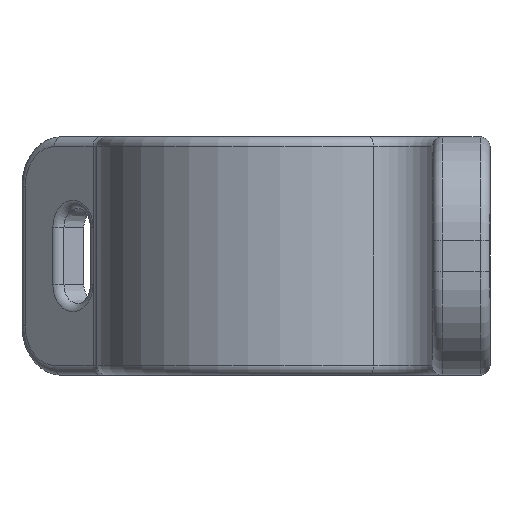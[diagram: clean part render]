
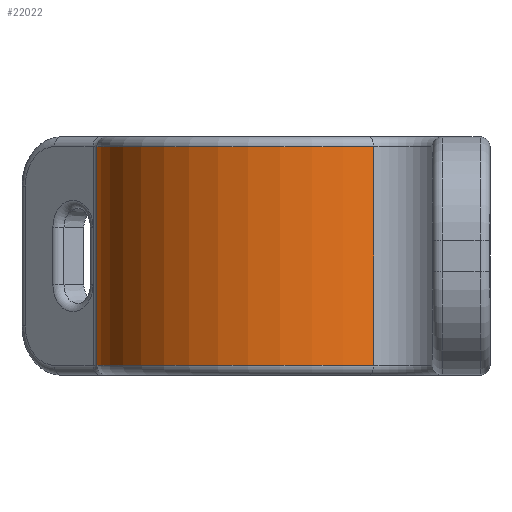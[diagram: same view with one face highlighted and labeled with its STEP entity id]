
A CAD part, left-side view. The second image highlights one B-rep face of the part: STEP entity #22022.
In plain terms, the highlighted cylindrical face has radius 11.95 mm (diameter 23.9 mm), a partial arc.
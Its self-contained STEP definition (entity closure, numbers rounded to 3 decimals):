
#333=CARTESIAN_POINT('',(0.,0.,-6.65));
#334=DIRECTION('',(0.,0.,-1.));
#335=DIRECTION('',(-0.913,-0.407,0.));
#336=AXIS2_PLACEMENT_3D('',#333,#334,#335);
#6204=DIRECTION('',(0.,0.,1.));
#6205=VECTOR('',#6204,13.3);
#6206=CARTESIAN_POINT('',(-10.913,-4.869,-6.65));
#6207=LINE('',#6206,#6205);
#6208=DIRECTION('',(0.,0.,1.));
#6209=VECTOR('',#6208,13.3);
#6210=CARTESIAN_POINT('',(1.517,11.853,-6.65));
#6211=LINE('',#6210,#6209);
#6343=CARTESIAN_POINT('',(0.,0.,6.65));
#6344=DIRECTION('',(0.,0.,1.));
#6345=DIRECTION('',(0.127,0.992,0.));
#6346=AXIS2_PLACEMENT_3D('',#6343,#6344,#6345);
#11914=CARTESIAN_POINT('',(-10.913,-4.869,-6.65));
#11915=CARTESIAN_POINT('',(-10.913,-4.869,6.65));
#11916=VERTEX_POINT('',#11914);
#11917=VERTEX_POINT('',#11915);
#11922=CARTESIAN_POINT('',(1.517,11.853,-6.65));
#11923=CARTESIAN_POINT('',(1.517,11.853,6.65));
#11924=VERTEX_POINT('',#11922);
#11925=VERTEX_POINT('',#11923);
#22009=CARTESIAN_POINT('',(0.,0.,-7.25));
#22010=DIRECTION('',(0.,0.,1.));
#22011=DIRECTION('',(1.,0.,0.));
#22012=AXIS2_PLACEMENT_3D('',#22009,#22010,#22011);
#22013=CYLINDRICAL_SURFACE('',#22012,11.95);
#22014=ORIENTED_EDGE('',*,*,#22001,.F.);
#22015=ORIENTED_EDGE('',*,*,#14495,.T.);
#22017=ORIENTED_EDGE('',*,*,#22016,.T.);
#22019=ORIENTED_EDGE('',*,*,#22018,.T.);
#22020=EDGE_LOOP('',(#22014,#22015,#22017,#22019));
#22021=FACE_OUTER_BOUND('',#22020,.F.);
#22022=ADVANCED_FACE('',(#22021),#22013,.T.);
#337=CIRCLE('',#336,11.95);
#6347=CIRCLE('',#6346,11.95);
#14495=EDGE_CURVE('',#11916,#11924,#337,.T.);
#22001=EDGE_CURVE('',#11916,#11917,#6207,.T.);
#22016=EDGE_CURVE('',#11924,#11925,#6211,.T.);
#22018=EDGE_CURVE('',#11925,#11917,#6347,.T.);
